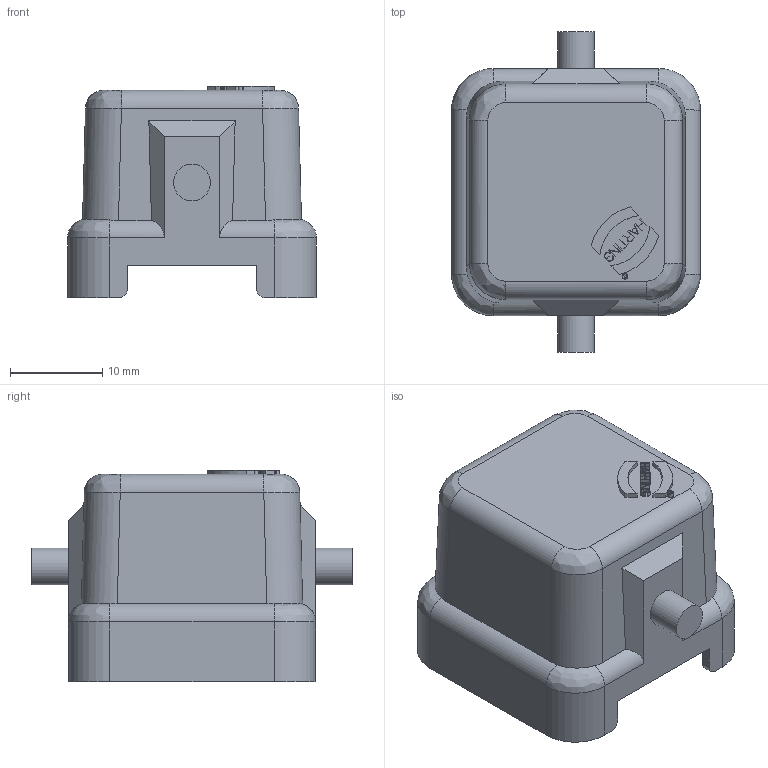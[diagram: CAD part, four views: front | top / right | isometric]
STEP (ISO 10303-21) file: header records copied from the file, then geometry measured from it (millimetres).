
FILE_DESCRIPTION(/* description */ (''),/* implementation_level */ '2;1');
FILE_NAME(/* name */ '100201494ugm000_d.stp',/* time_stamp */ '2019-10-29T08:41:38+01:00',/* author */ (''),/* organization */ (''),/* preprocessor_version */ 'ST-DEVELOPER v16.7',/* originating_system */ 'SIEMENS PLM Software NX 12.0',/* authorisation */ '');
FILE_SCHEMA (('AUTOMOTIVE_DESIGN { 1 0 10303 214 3 1 1 1 }'));
Length unit declared in the file: millimetre
Products named in the file (1): 100201494ugm000_d
Bounding box: 27 x 34.8 x 22.95 mm (x, y, z)
Volume: 3620.3 mm3; surface area: 5106.9 mm2
Topology: 1 solids, 1 shells, 216 faces, 547 edges, 353 vertices
Faces by surface type: plane 142, cylinder 50, bspline 16, cone 4, revolution 4
Full cylindrical faces by diameter (mm): 0.57 x1, 0.63 x1, 4 x2
Entity records: 7954 total; most frequent: CARTESIAN_POINT 1953, ORIENTED_EDGE 1082, DIRECTION 973, EDGE_CURVE 541, LINE 399, VECTOR 399, VERTEX_POINT 350, AXIS2_PLACEMENT_3D 285
